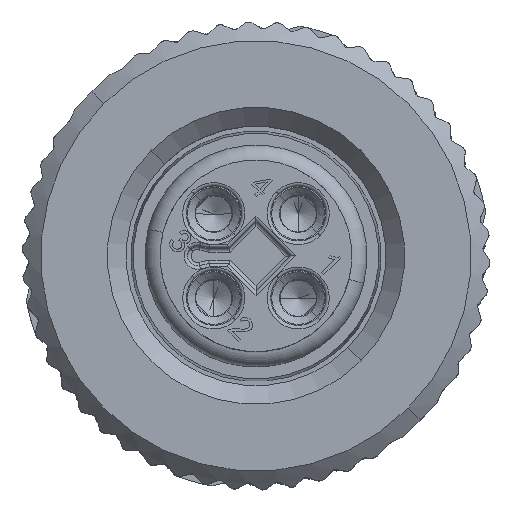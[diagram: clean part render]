
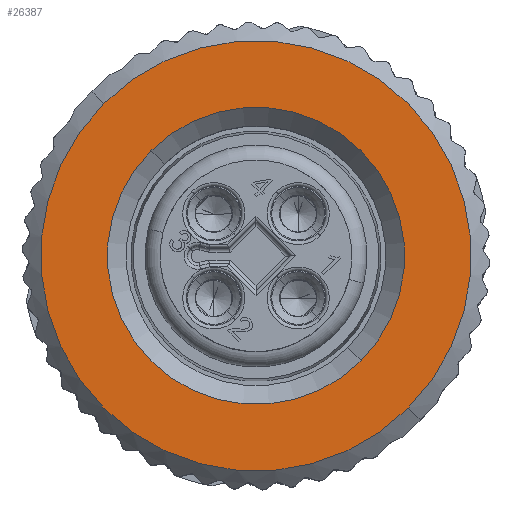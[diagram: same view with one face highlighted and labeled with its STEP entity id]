
A CAD part, top view. The second image highlights one B-rep face of the part: STEP entity #26387.
In plain terms, the highlighted planar face has unit normal (0, 0, 1).
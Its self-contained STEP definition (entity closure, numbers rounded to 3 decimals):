
#1260 = EDGE_CURVE ( 'NONE', #35936, #18798, #35191, .T. ) ;
#1548 = DIRECTION ( 'NONE',  ( 0., 0., -1. ) ) ;
#1591 = ORIENTED_EDGE ( 'NONE', *, *, #43002, .T. ) ;
#2061 = AXIS2_PLACEMENT_3D ( 'NONE', #5979, #5420, #4750 ) ;
#4750 = DIRECTION ( 'NONE',  ( 0.707, -0.707, 0. ) ) ;
#5420 = DIRECTION ( 'NONE',  ( 0., 0., 1. ) ) ;
#5979 = CARTESIAN_POINT ( 'NONE',  ( 0.184, 0.169, 36.031 ) ) ;
#6367 = DIRECTION ( 'NONE',  ( 0., 0., 1. ) ) ;
#6988 = DIRECTION ( 'NONE',  ( 0.707, -0.707, 0. ) ) ;
#7859 = AXIS2_PLACEMENT_3D ( 'NONE', #22525, #1548, #26023 ) ;
#8298 = DIRECTION ( 'NONE',  ( 0., 0., -1. ) ) ;
#8539 = CARTESIAN_POINT ( 'NONE',  ( 6.69, -6.336, 36.031 ) ) ;
#9354 = CARTESIAN_POINT ( 'NONE',  ( 0.184, 0.169, 36.031 ) ) ;
#10249 = DIRECTION ( 'NONE',  ( 0., 0., 1. ) ) ;
#10967 = EDGE_CURVE ( 'NONE', #18798, #35936, #37220, .T. ) ;
#14908 = ORIENTED_EDGE ( 'NONE', *, *, #10967, .T. ) ;
#15866 = CIRCLE ( 'NONE', #34675, 6.35 ) ;
#17228 = ORIENTED_EDGE ( 'NONE', *, *, #1260, .T. ) ;
#18522 = AXIS2_PLACEMENT_3D ( 'NONE', #9354, #6367, #6988 ) ;
#18798 = VERTEX_POINT ( 'NONE', #32973 ) ;
#22525 = CARTESIAN_POINT ( 'NONE',  ( 0.184, 0.169, 36.031 ) ) ;
#23041 = AXIS2_PLACEMENT_3D ( 'NONE', #34577, #10249, #34726 ) ;
#26023 = DIRECTION ( 'NONE',  ( -0.707, 0.707, 0. ) ) ;
#26387 = ADVANCED_FACE ( 'NONE', ( #37923, #45062 ), #31207, .T. ) ;
#26890 = CARTESIAN_POINT ( 'NONE',  ( -4.306, 4.659, 36.031 ) ) ;
#27900 = EDGE_CURVE ( 'NONE', #40752, #32304, #15866, .T. ) ;
#29220 = CARTESIAN_POINT ( 'NONE',  ( 0.184, 0.169, 36.031 ) ) ;
#31207 = PLANE ( 'NONE',  #23041 ) ;
#32304 = VERTEX_POINT ( 'NONE', #26890 ) ;
#32765 = DIRECTION ( 'NONE',  ( -0.707, 0.707, 0. ) ) ;
#32973 = CARTESIAN_POINT ( 'NONE',  ( -6.321, 6.674, 36.031 ) ) ;
#34577 = CARTESIAN_POINT ( 'NONE',  ( 0.184, 0.169, 36.031 ) ) ;
#34675 = AXIS2_PLACEMENT_3D ( 'NONE', #29220, #8298, #32765 ) ;
#34726 = DIRECTION ( 'NONE',  ( -0.707, 0.707, 0. ) ) ;
#35191 = CIRCLE ( 'NONE', #2061, 9.2 ) ;
#35936 = VERTEX_POINT ( 'NONE', #8539 ) ;
#37220 = CIRCLE ( 'NONE', #18522, 9.2 ) ;
#37923 = FACE_BOUND ( 'NONE', #44421, .T. ) ;
#40752 = VERTEX_POINT ( 'NONE', #41214 ) ;
#41214 = CARTESIAN_POINT ( 'NONE',  ( 4.674, -4.321, 36.031 ) ) ;
#41429 = ORIENTED_EDGE ( 'NONE', *, *, #27900, .T. ) ;
#43002 = EDGE_CURVE ( 'NONE', #32304, #40752, #43014, .T. ) ;
#43014 = CIRCLE ( 'NONE', #7859, 6.35 ) ;
#43567 = EDGE_LOOP ( 'NONE', ( #17228, #14908 ) ) ;
#44421 = EDGE_LOOP ( 'NONE', ( #1591, #41429 ) ) ;
#45062 = FACE_OUTER_BOUND ( 'NONE', #43567, .T. ) ;
